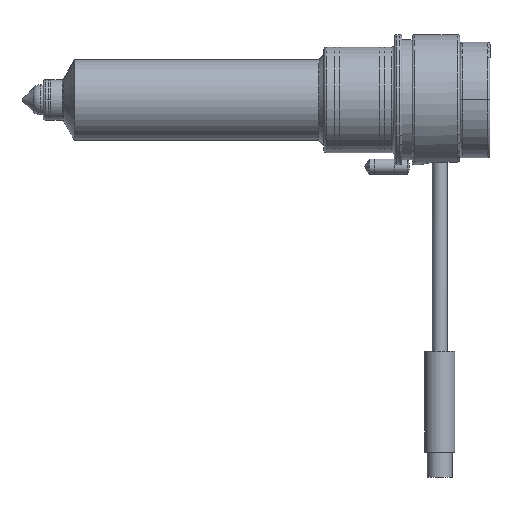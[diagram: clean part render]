
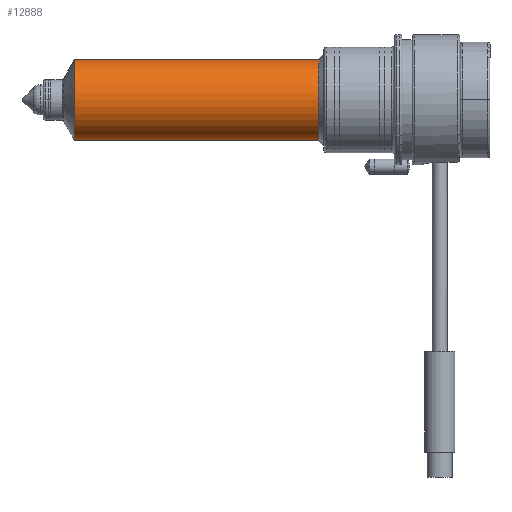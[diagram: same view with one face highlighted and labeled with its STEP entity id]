
A CAD part, top view. The second image highlights one B-rep face of the part: STEP entity #12888.
In plain terms, the highlighted cylindrical face has radius 8 mm (diameter 16 mm), a partial arc.
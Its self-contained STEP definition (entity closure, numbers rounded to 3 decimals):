
#155 = EDGE_CURVE ( 'NONE', #812, #2843, #14040, .T. ) ;
#688 = CARTESIAN_POINT ( 'NONE',  ( -8., 0., -10.436 ) ) ;
#812 = VERTEX_POINT ( 'NONE', #688 ) ;
#881 = CARTESIAN_POINT ( 'NONE',  ( 0., 0., -59. ) ) ;
#1232 = DIRECTION ( 'NONE',  ( -1., 0., 0. ) ) ;
#1301 = DIRECTION ( 'NONE',  ( 0., 0., -1. ) ) ;
#1896 = ORIENTED_EDGE ( 'NONE', *, *, #2014, .T. ) ;
#2014 = EDGE_CURVE ( 'NONE', #8067, #3004, #5914, .T. ) ;
#2388 = CARTESIAN_POINT ( 'NONE',  ( 8., 0., 0. ) ) ;
#2843 = VERTEX_POINT ( 'NONE', #12293 ) ;
#2905 = VECTOR ( 'NONE', #1301, 1000. ) ;
#3004 = VERTEX_POINT ( 'NONE', #4047 ) ;
#3095 = DIRECTION ( 'NONE',  ( 0., 0., 1. ) ) ;
#3444 = CARTESIAN_POINT ( 'NONE',  ( 0., 0., 0. ) ) ;
#3977 = AXIS2_PLACEMENT_3D ( 'NONE', #881, #3095, #8806 ) ;
#3979 = DIRECTION ( 'NONE',  ( -1., 0., 0. ) ) ;
#4047 = CARTESIAN_POINT ( 'NONE',  ( 8., 0., -59. ) ) ;
#4132 = ORIENTED_EDGE ( 'NONE', *, *, #9121, .T. ) ;
#4220 = ORIENTED_EDGE ( 'NONE', *, *, #155, .F. ) ;
#4508 = EDGE_LOOP ( 'NONE', ( #5230, #1896, #4132, #4220 ) ) ;
#4536 = VECTOR ( 'NONE', #12286, 1000. ) ;
#5230 = ORIENTED_EDGE ( 'NONE', *, *, #9042, .T. ) ;
#5914 = LINE ( 'NONE', #2388, #2905 ) ;
#6440 = CARTESIAN_POINT ( 'NONE',  ( 0., 0., -10.436 ) ) ;
#7518 = AXIS2_PLACEMENT_3D ( 'NONE', #3444, #9015, #1232 ) ;
#8067 = VERTEX_POINT ( 'NONE', #12642 ) ;
#8685 = CIRCLE ( 'NONE', #14543, 8. ) ;
#8806 = DIRECTION ( 'NONE',  ( -1., 0., 0. ) ) ;
#9015 = DIRECTION ( 'NONE',  ( 0., 0., -1. ) ) ;
#9042 = EDGE_CURVE ( 'NONE', #812, #8067, #8685, .T. ) ;
#9121 = EDGE_CURVE ( 'NONE', #3004, #2843, #11683, .T. ) ;
#9751 = DIRECTION ( 'NONE',  ( 0., 0., -1. ) ) ;
#9855 = FACE_OUTER_BOUND ( 'NONE', #4508, .T. ) ;
#11683 = CIRCLE ( 'NONE', #3977, 8. ) ;
#12146 = CYLINDRICAL_SURFACE ( 'NONE', #7518, 8. ) ;
#12286 = DIRECTION ( 'NONE',  ( 0., 0., -1. ) ) ;
#12293 = CARTESIAN_POINT ( 'NONE',  ( -8., 0., -59. ) ) ;
#12429 = CARTESIAN_POINT ( 'NONE',  ( -8., 0., 0. ) ) ;
#12642 = CARTESIAN_POINT ( 'NONE',  ( 8., 0., -10.436 ) ) ;
#12888 = ADVANCED_FACE ( 'NONE', ( #9855 ), #12146, .T. ) ;
#14040 = LINE ( 'NONE', #12429, #4536 ) ;
#14543 = AXIS2_PLACEMENT_3D ( 'NONE', #6440, #9751, #3979 ) ;
